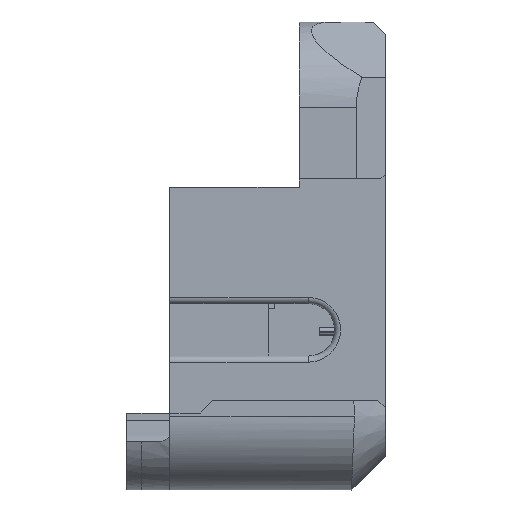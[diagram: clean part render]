
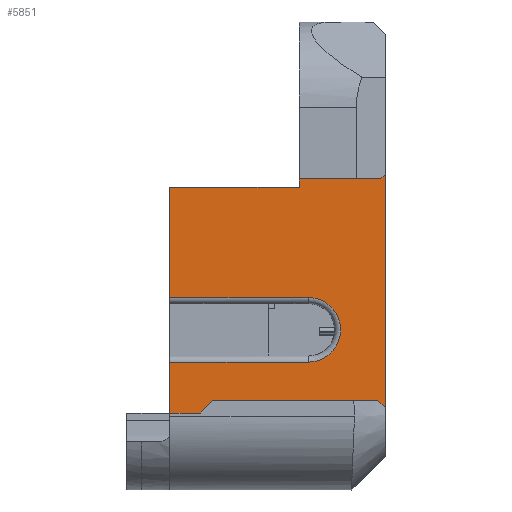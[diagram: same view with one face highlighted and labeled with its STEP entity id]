
A CAD part, left-side view. The second image highlights one B-rep face of the part: STEP entity #5851.
In plain terms, the highlighted planar face has unit normal (-1, 0, 0).
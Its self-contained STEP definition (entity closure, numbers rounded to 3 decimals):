
#294=FACE_OUTER_BOUND('',#623,.T.);
#623=EDGE_LOOP('',(#4216,#4217,#4218,#4219,#4220,#4221,#4222,#4223,#4224,
#4225));
#1016=CIRCLE('',#6247,5.24);
#1146=LINE('',#8565,#1777);
#1184=LINE('',#8660,#1815);
#1284=LINE('',#8891,#1915);
#1286=LINE('',#8895,#1917);
#1287=LINE('',#8897,#1918);
#1288=LINE('',#8898,#1919);
#1289=LINE('',#8900,#1920);
#1290=LINE('',#8902,#1921);
#1291=LINE('',#8903,#1922);
#1777=VECTOR('',#6825,10.);
#1815=VECTOR('',#6893,10.);
#1915=VECTOR('',#7085,10.);
#1917=VECTOR('',#7089,10.);
#1918=VECTOR('',#7090,10.);
#1919=VECTOR('',#7091,10.);
#1920=VECTOR('',#7092,10.);
#1921=VECTOR('',#7093,10.);
#1922=VECTOR('',#7094,10.);
#2421=VERTEX_POINT('',#8562);
#2422=VERTEX_POINT('',#8564);
#2460=VERTEX_POINT('',#8648);
#2461=VERTEX_POINT('',#8650);
#2462=VERTEX_POINT('',#8654);
#2549=VERTEX_POINT('',#8889);
#2550=VERTEX_POINT('',#8894);
#2551=VERTEX_POINT('',#8896);
#2552=VERTEX_POINT('',#8899);
#2553=VERTEX_POINT('',#8901);
#3031=EDGE_CURVE('',#2422,#2421,#1146,.T.);
#3074=EDGE_CURVE('',#2460,#2461,#1016,.T.);
#3079=EDGE_CURVE('',#2461,#2462,#1184,.T.);
#3195=EDGE_CURVE('',#2549,#2421,#1284,.T.);
#3197=EDGE_CURVE('',#2550,#2460,#1286,.T.);
#3198=EDGE_CURVE('',#2551,#2550,#1287,.T.);
#3199=EDGE_CURVE('',#2551,#2422,#1288,.T.);
#3200=EDGE_CURVE('',#2549,#2552,#1289,.T.);
#3201=EDGE_CURVE('',#2552,#2553,#1290,.T.);
#3202=EDGE_CURVE('',#2553,#2462,#1291,.T.);
#4216=ORIENTED_EDGE('',*,*,#3079,.F.);
#4217=ORIENTED_EDGE('',*,*,#3074,.F.);
#4218=ORIENTED_EDGE('',*,*,#3197,.F.);
#4219=ORIENTED_EDGE('',*,*,#3198,.F.);
#4220=ORIENTED_EDGE('',*,*,#3199,.T.);
#4221=ORIENTED_EDGE('',*,*,#3031,.T.);
#4222=ORIENTED_EDGE('',*,*,#3195,.F.);
#4223=ORIENTED_EDGE('',*,*,#3200,.T.);
#4224=ORIENTED_EDGE('',*,*,#3201,.T.);
#4225=ORIENTED_EDGE('',*,*,#3202,.T.);
#5621=PLANE('',#6297);
#5851=ADVANCED_FACE('',(#294),#5621,.F.);
#6247=AXIS2_PLACEMENT_3D('',#8651,#6883,#6884);
#6297=AXIS2_PLACEMENT_3D('',#8893,#7087,#7088);
#6825=DIRECTION('',(0.,0.,1.));
#6883=DIRECTION('center_axis',(-1.,0.,0.));
#6884=DIRECTION('ref_axis',(0.,-1.,0.));
#6893=DIRECTION('',(0.,1.,0.));
#7085=DIRECTION('',(0.,-1.,0.));
#7087=DIRECTION('center_axis',(1.,0.,0.));
#7088=DIRECTION('ref_axis',(0.,1.,0.));
#7089=DIRECTION('',(0.,-1.,0.));
#7090=DIRECTION('',(0.,0.,1.));
#7091=DIRECTION('',(0.,-1.,0.));
#7092=DIRECTION('',(0.,0.,-1.));
#7093=DIRECTION('',(0.,1.,0.));
#7094=DIRECTION('',(0.,0.,-1.));
#8562=CARTESIAN_POINT('',(129.273,-155.939,105.872));
#8564=CARTESIAN_POINT('',(129.273,-155.939,65.872));
#8565=CARTESIAN_POINT('',(129.273,-155.939,78.462));
#8648=CARTESIAN_POINT('',(129.273,-143.439,74.132));
#8650=CARTESIAN_POINT('',(129.273,-143.439,84.612));
#8651=CARTESIAN_POINT('Origin',(129.273,-143.439,79.372));
#8654=CARTESIAN_POINT('',(129.273,-120.937,84.612));
#8660=CARTESIAN_POINT('',(129.273,-136.438,84.612));
#8889=CARTESIAN_POINT('',(129.273,-141.939,105.872));
#8891=CARTESIAN_POINT('',(129.273,-155.139,105.872));
#8893=CARTESIAN_POINT('Origin',(129.273,-155.939,65.872));
#8894=CARTESIAN_POINT('',(129.273,-120.94,74.132));
#8895=CARTESIAN_POINT('',(129.273,-148.689,74.132));
#8896=CARTESIAN_POINT('',(129.273,-120.94,65.872));
#8897=CARTESIAN_POINT('',(129.273,-120.94,78.613));
#8898=CARTESIAN_POINT('',(129.273,-145.939,65.872));
#8899=CARTESIAN_POINT('',(129.273,-141.939,102.522));
#8900=CARTESIAN_POINT('',(129.273,-141.939,112.261));
#8901=CARTESIAN_POINT('',(129.273,-120.937,102.522));
#8902=CARTESIAN_POINT('',(129.273,-143.689,102.522));
#8903=CARTESIAN_POINT('',(129.273,-120.937,83.872));
